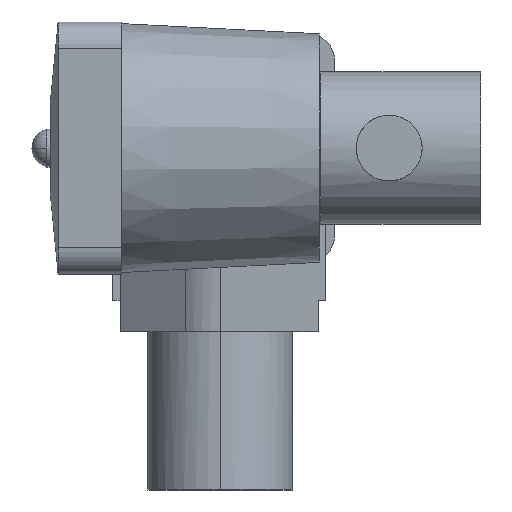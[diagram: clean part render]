
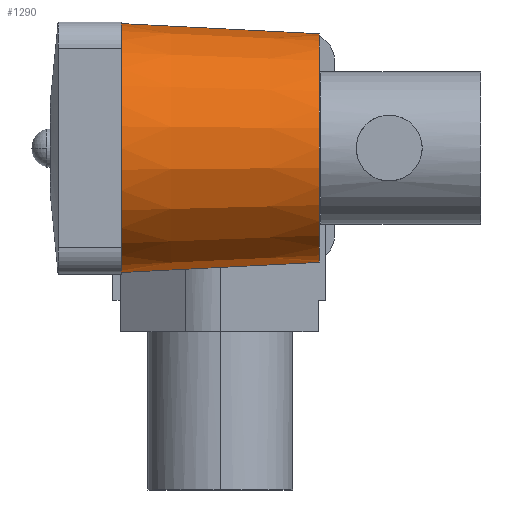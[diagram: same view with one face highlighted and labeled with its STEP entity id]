
A CAD part, left-side view. The second image highlights one B-rep face of the part: STEP entity #1290.
In plain terms, the highlighted conical face has half-angle 2.943 degrees and reference radius 30 mm.
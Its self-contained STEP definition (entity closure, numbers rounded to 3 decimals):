
#80 = ORIENTED_EDGE ( 'NONE', *, *, #3310, .F. ) ;
#103 = CIRCLE ( 'NONE', #3167, 30. ) ;
#156 = CIRCLE ( 'NONE', #939, 32.673 ) ;
#187 = DIRECTION ( 'NONE',  ( 0., 0., -1. ) ) ;
#247 = DIRECTION ( 'NONE',  ( 0., 0., 1. ) ) ;
#256 = CARTESIAN_POINT ( 'NONE',  ( 0., 59.5, -32.673 ) ) ;
#322 = CARTESIAN_POINT ( 'NONE',  ( 0., 7.5, -30. ) ) ;
#425 = DIRECTION ( 'NONE',  ( 0., -1., 0. ) ) ;
#523 = DIRECTION ( 'NONE',  ( 0., 0., -1. ) ) ;
#561 = DIRECTION ( 'NONE',  ( 0., 1., 0. ) ) ;
#863 = CARTESIAN_POINT ( 'NONE',  ( 0., 59.5, 32.673 ) ) ;
#934 = VERTEX_POINT ( 'NONE', #863 ) ;
#939 = AXIS2_PLACEMENT_3D ( 'NONE', #1055, #561, #523 ) ;
#1016 = CARTESIAN_POINT ( 'NONE',  ( 0., 7.5, 30. ) ) ;
#1042 = EDGE_CURVE ( 'NONE', #2438, #3149, #2765, .T. ) ;
#1055 = CARTESIAN_POINT ( 'NONE',  ( 0., 59.5, 0. ) ) ;
#1204 = CARTESIAN_POINT ( 'NONE',  ( 0., 7.5, 0. ) ) ;
#1290 = ADVANCED_FACE ( 'NONE', ( #2713 ), #3471, .T. ) ;
#1362 = ORIENTED_EDGE ( 'NONE', *, *, #1042, .F. ) ;
#1396 = DIRECTION ( 'NONE',  ( 0., 0.999, -0.051 ) ) ;
#1688 = ORIENTED_EDGE ( 'NONE', *, *, #2720, .F. ) ;
#2113 = DIRECTION ( 'NONE',  ( 0., 1., 0. ) ) ;
#2134 = VECTOR ( 'NONE', #2916, 1000. ) ;
#2438 = VERTEX_POINT ( 'NONE', #2508 ) ;
#2472 = EDGE_CURVE ( 'NONE', #3356, #934, #2934, .T. ) ;
#2508 = CARTESIAN_POINT ( 'NONE',  ( 0., 7.5, -30. ) ) ;
#2604 = ORIENTED_EDGE ( 'NONE', *, *, #2472, .T. ) ;
#2713 = FACE_OUTER_BOUND ( 'NONE', #3395, .T. ) ;
#2720 = EDGE_CURVE ( 'NONE', #3149, #934, #156, .T. ) ;
#2765 = LINE ( 'NONE', #322, #3150 ) ;
#2916 = DIRECTION ( 'NONE',  ( 0., 0.999, 0.051 ) ) ;
#2934 = LINE ( 'NONE', #1016, #2134 ) ;
#3065 = AXIS2_PLACEMENT_3D ( 'NONE', #3449, #2113, #247 ) ;
#3149 = VERTEX_POINT ( 'NONE', #256 ) ;
#3150 = VECTOR ( 'NONE', #1396, 1000. ) ;
#3167 = AXIS2_PLACEMENT_3D ( 'NONE', #1204, #425, #187 ) ;
#3310 = EDGE_CURVE ( 'NONE', #3356, #2438, #103, .T. ) ;
#3356 = VERTEX_POINT ( 'NONE', #3412 ) ;
#3395 = EDGE_LOOP ( 'NONE', ( #1362, #80, #2604, #1688 ) ) ;
#3412 = CARTESIAN_POINT ( 'NONE',  ( 0., 7.5, 30. ) ) ;
#3449 = CARTESIAN_POINT ( 'NONE',  ( 0., 7.5, 0. ) ) ;
#3471 = CONICAL_SURFACE ( 'NONE', #3065, 30., 0.051 ) ;
